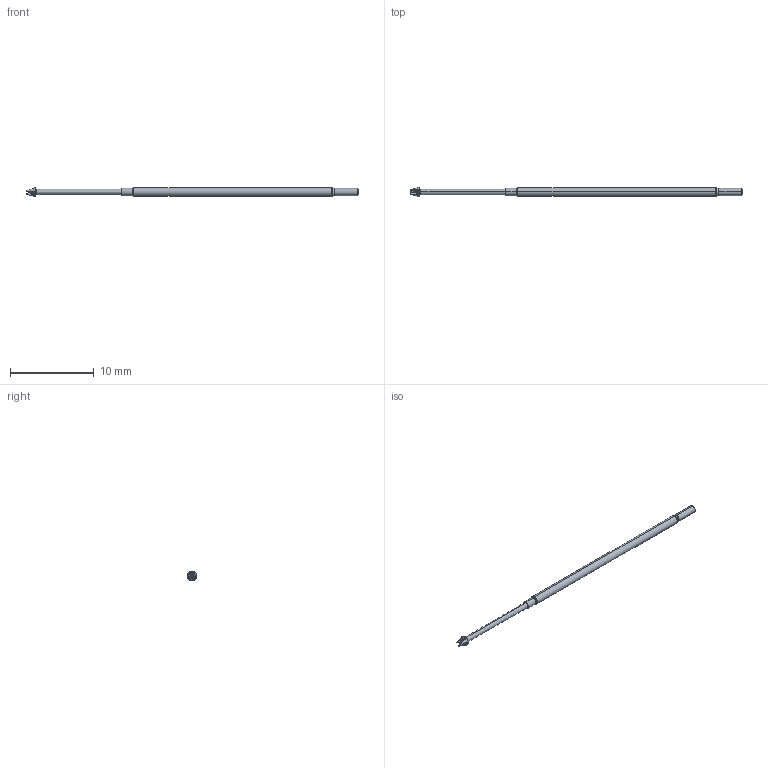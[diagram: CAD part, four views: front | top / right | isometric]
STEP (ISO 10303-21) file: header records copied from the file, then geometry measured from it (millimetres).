
FILE_DESCRIPTION (( 'STEP AP214' ), '1' );
FILE_NAME ('X50-PRP4028_-S.STEP', '2016-04-08T14:32:32', ( 'spare' ), ( '' ), 'SwSTEP 2.0', 'SolidWorks 2016', '' );
FILE_SCHEMA (( 'AUTOMOTIVE_DESIGN' ));
Length unit declared in the file: inch
Products named in the file (1): X50-PRP4028_-S
Bounding box: 39.62 x 1.15 x 1.15 mm (x, y, z)
Volume: 26.1 mm3; surface area: 114.4 mm2
Topology: 1 solids, 1 shells, 60 faces, 126 edges, 69 vertices
Faces by surface type: cylinder 27, cone 14, torus 8, bspline 6, plane 5
Entity records: 2496 total; most frequent: CARTESIAN_POINT 535, ORIENTED_EDGE 252, DIRECTION 226, EDGE_CURVE 126, AXIS2_PLACEMENT_3D 103, VERTEX_POINT 69, DIMENSIONAL_EXPONENTS 63, LENGTH_MEASURE_WITH_UNIT 63
